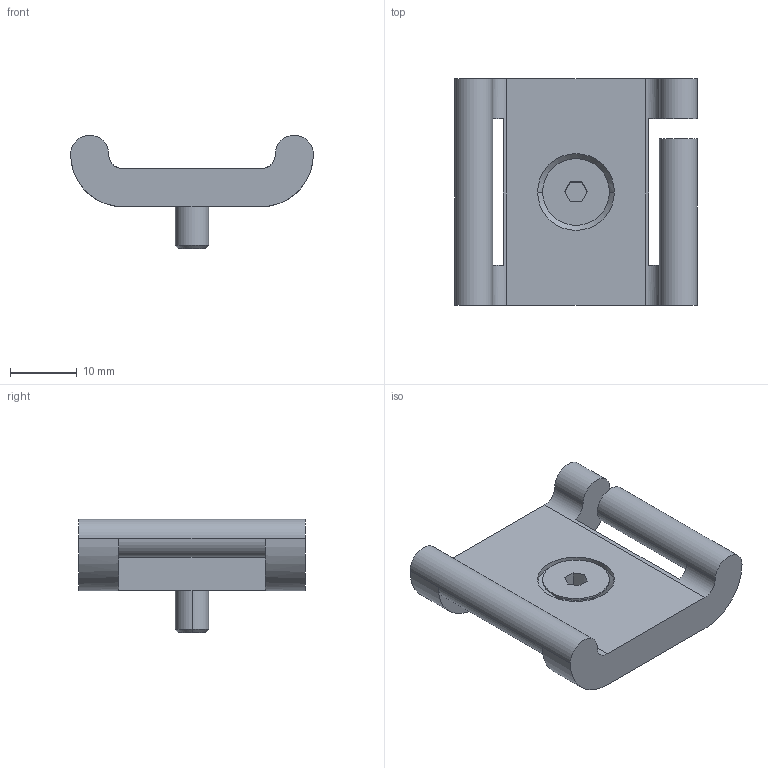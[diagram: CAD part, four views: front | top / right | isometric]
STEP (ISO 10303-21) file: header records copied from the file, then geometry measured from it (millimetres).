
FILE_DESCRIPTION(('STEP AP214'),'1');
FILE_NAME('cctmp_18A8DCDE-5DF8-4C80-9DF6-640C5EAD99DB_2019_11_11_14_8_4_902..stp','2019-11-11T13:08:04',('item Industrietechnik GmbH'),('CADClick - www.CADClick.com'),'Spatial InterOp 3D',' ','unknown authorization');
FILE_SCHEMA(('AUTOMOTIVE_DESIGN'));
Length unit declared in the file: millimetre
Products named in the file (3): item_0062790_Universal Holder with Securing Strap 8 180
Assembly tree (2 placements, depth 2):
  (unnamed)
    item_0062790_Universal Holder with Securing Strap 8 180
    item_0062790_Universal Holder with Securing Strap 8 180
Bounding box: 36.4 x 34 x 17 mm (x, y, z)
Volume: 6557 mm3; surface area: 4082.1 mm2
Topology: 2 solids, 2 shells, 43 faces, 104 edges, 64 vertices
Faces by surface type: plane 20, cylinder 17, cone 6
Entity records: 1686 total; most frequent: DIRECTION 240, CARTESIAN_POINT 214, ORIENTED_EDGE 208, EDGE_CURVE 104, AXIS2_PLACEMENT_3D 90, VERTEX_POINT 64, LINE 60, VECTOR 60
